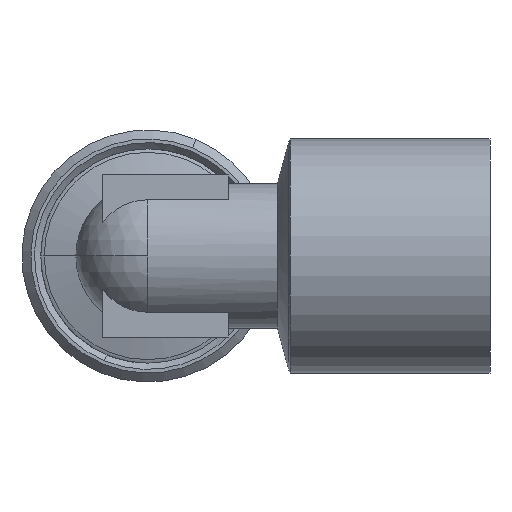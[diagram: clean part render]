
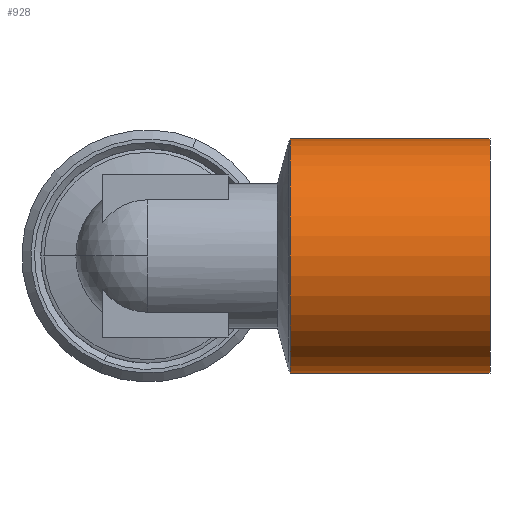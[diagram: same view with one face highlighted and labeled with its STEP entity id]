
A CAD part, left-side view. The second image highlights one B-rep face of the part: STEP entity #928.
In plain terms, the highlighted cylindrical face has radius 6.5 mm (diameter 13 mm), a partial arc.
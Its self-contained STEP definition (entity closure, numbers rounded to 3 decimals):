
#93 = DIRECTION ( 'NONE',  ( 0., 1., 0. ) ) ;
#97 = CARTESIAN_POINT ( 'NONE',  ( 0., 15.197, 0. ) ) ;
#98 = DIRECTION ( 'NONE',  ( 0., 0., 1. ) ) ;
#178 = CIRCLE ( 'NONE', #994, 6.5 ) ;
#246 = CIRCLE ( 'NONE', #1006, 6.5 ) ;
#508 = CARTESIAN_POINT ( 'NONE',  ( 0., 1., 0. ) ) ;
#509 = DIRECTION ( 'NONE',  ( 0., 1., 0. ) ) ;
#510 = DIRECTION ( 'NONE',  ( 0., 0., 1. ) ) ;
#703 = EDGE_CURVE ( 'NONE', #1717, #1708, #1879, .T. ) ;
#705 = EDGE_CURVE ( 'NONE', #1710, #1709, #1881, .T. ) ;
#855 = CYLINDRICAL_SURFACE ( 'NONE', #2324, 6.5 ) ;
#928 = ADVANCED_FACE ( 'NONE', ( #1928 ), #855, .T. ) ;
#994 = AXIS2_PLACEMENT_3D ( 'NONE', #1510, #1511, #1512 ) ;
#1006 = AXIS2_PLACEMENT_3D ( 'NONE', #508, #509, #510 ) ;
#1335 = CARTESIAN_POINT ( 'NONE',  ( 0., 12.099, -6.5 ) ) ;
#1336 = CARTESIAN_POINT ( 'NONE',  ( 0., 12.099, 6.5 ) ) ;
#1337 = CARTESIAN_POINT ( 'NONE',  ( 0., 1., 6.5 ) ) ;
#1344 = CARTESIAN_POINT ( 'NONE',  ( 0., 1., -6.5 ) ) ;
#1510 = CARTESIAN_POINT ( 'NONE',  ( 0., 12.099, 0. ) ) ;
#1511 = DIRECTION ( 'NONE',  ( 0., 1., 0. ) ) ;
#1512 = DIRECTION ( 'NONE',  ( 0., 0., -1. ) ) ;
#1569 = CARTESIAN_POINT ( 'NONE',  ( 0., 15.197, 6.5 ) ) ;
#1575 = CARTESIAN_POINT ( 'NONE',  ( 0., 15.197, -6.5 ) ) ;
#1576 = DIRECTION ( 'NONE',  ( 0., 1., 0. ) ) ;
#1578 = DIRECTION ( 'NONE',  ( 0., 1., 0. ) ) ;
#1708 = VERTEX_POINT ( 'NONE', #1335 ) ;
#1709 = VERTEX_POINT ( 'NONE', #1336 ) ;
#1710 = VERTEX_POINT ( 'NONE', #1337 ) ;
#1717 = VERTEX_POINT ( 'NONE', #1344 ) ;
#1879 = LINE ( 'NONE', #1575, #1883 ) ;
#1881 = LINE ( 'NONE', #1569, #1886 ) ;
#1883 = VECTOR ( 'NONE', #1578, 1000. ) ;
#1886 = VECTOR ( 'NONE', #1576, 1000. ) ;
#1928 = FACE_OUTER_BOUND ( 'NONE', #2444, .T. ) ;
#1984 = EDGE_CURVE ( 'NONE', #1708, #1709, #178, .T. ) ;
#2024 = EDGE_CURVE ( 'NONE', #1717, #1710, #246, .T. ) ;
#2324 = AXIS2_PLACEMENT_3D ( 'NONE', #97, #93, #98 ) ;
#2414 = ORIENTED_EDGE ( 'NONE', *, *, #703, .F. ) ;
#2415 = ORIENTED_EDGE ( 'NONE', *, *, #2024, .T. ) ;
#2416 = ORIENTED_EDGE ( 'NONE', *, *, #705, .T. ) ;
#2417 = ORIENTED_EDGE ( 'NONE', *, *, #1984, .F. ) ;
#2444 = EDGE_LOOP ( 'NONE', ( #2414, #2415, #2416, #2417 ) ) ;
